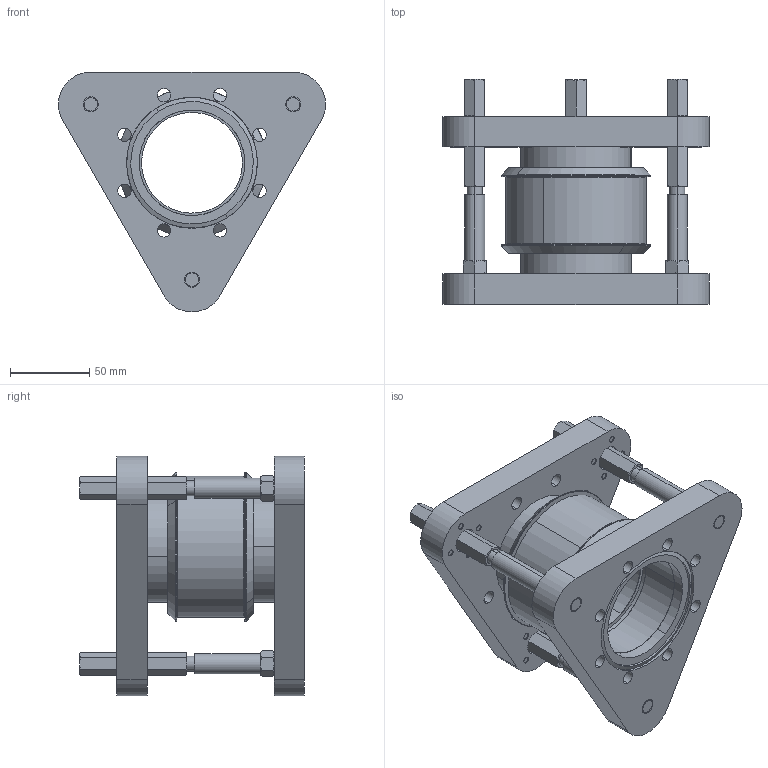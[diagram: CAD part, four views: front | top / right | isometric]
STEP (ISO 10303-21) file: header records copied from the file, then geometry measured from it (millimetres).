
FILE_DESCRIPTION (( 'STEP AP214' ), '1' );
FILE_NAME ('PA-2.50-B450C-T450C ASSEMBLY.STEP', '2019-12-18T19:50:31', ( '' ), ( '' ), 'SwSTEP 2.0', 'SolidWorks 2010', '' );
FILE_SCHEMA (( 'AUTOMOTIVE_DESIGN' ));
Length unit declared in the file: inch
Products named in the file (1): PA-2.50-B450C-T450C ASSEMBLY
Bounding box: 168.22 x 141.58 x 151.13 mm (x, y, z)
Surface area: 197327.7 mm2 (no closed solid volume)
Topology: 0 solids, 59 shells, 476 faces, 1261 edges, 846 vertices
Faces by surface type: plane 190, cylinder 176, cone 109, bspline 1
Entity records: 23049 total; most frequent: CARTESIAN_POINT 5040, DIRECTION 2572, ORIENTED_EDGE 2127, EDGE_CURVE 1257, AXIS2_PLACEMENT_3D 1032, VERTEX_POINT 846, EDGE_LOOP 592, CIRCLE 556
